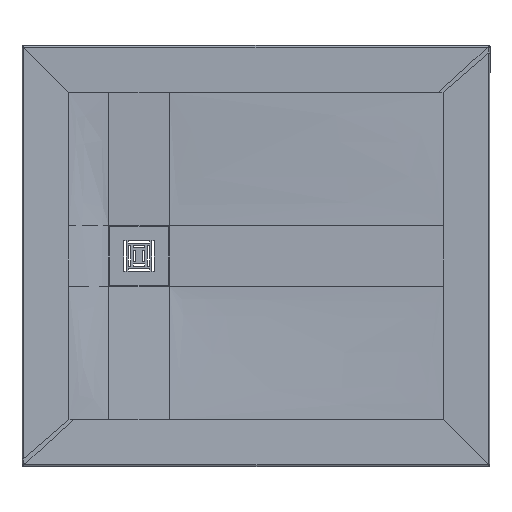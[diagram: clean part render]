
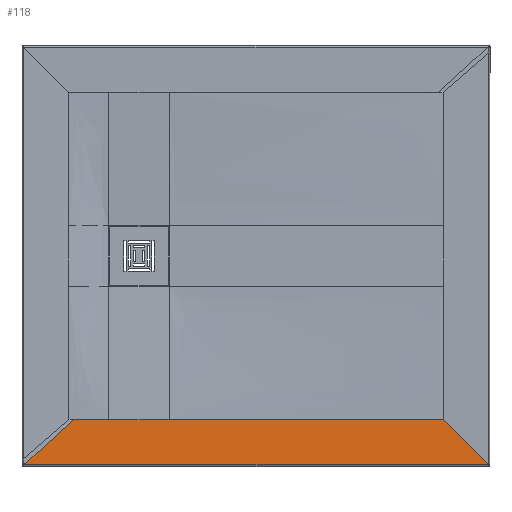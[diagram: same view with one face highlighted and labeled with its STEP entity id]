
A CAD part, top view. The second image highlights one B-rep face of the part: STEP entity #118.
In plain terms, the highlighted planar face has unit normal (0, 0.025, 1).
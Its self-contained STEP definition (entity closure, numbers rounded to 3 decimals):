
#118=ADVANCED_FACE('',(#238),#1988,.T.);
#238=FACE_OUTER_BOUND('',#358,.T.);
#358=EDGE_LOOP('',(#737,#738,#739,#740,#741,#742,#743,#744));
#737=ORIENTED_EDGE('',*,*,#1229,.T.);
#738=ORIENTED_EDGE('',*,*,#1227,.T.);
#739=ORIENTED_EDGE('',*,*,#1182,.T.);
#740=ORIENTED_EDGE('',*,*,#1183,.T.);
#741=ORIENTED_EDGE('',*,*,#1189,.T.);
#742=ORIENTED_EDGE('',*,*,#1172,.T.);
#743=ORIENTED_EDGE('',*,*,#1230,.F.);
#744=ORIENTED_EDGE('',*,*,#1231,.T.);
#1172=EDGE_CURVE('',#1788,#1787,#1511,.T.);
#1182=EDGE_CURVE('',#1792,#1793,#1520,.T.);
#1183=EDGE_CURVE('',#1793,#1796,#1521,.T.);
#1189=EDGE_CURVE('',#1796,#1788,#1527,.T.);
#1227=EDGE_CURVE('',#1819,#1792,#1562,.T.);
#1229=EDGE_CURVE('',#1790,#1819,#1564,.T.);
#1230=EDGE_CURVE('',#1820,#1787,#1565,.T.);
#1231=EDGE_CURVE('',#1820,#1790,#1566,.T.);
#1511=B_SPLINE_CURVE_WITH_KNOTS('',3,(#6878,#6879,#6880,#6881),
 .UNSPECIFIED.,.F.,.F.,(4,4),(11.517,11.957),.UNSPECIFIED.);
#1520=B_SPLINE_CURVE_WITH_KNOTS('',1,(#6960,#6961),.UNSPECIFIED.,.F.,.F.,
(2,2),(-232.547,-85.539),.UNSPECIFIED.);
#1521=B_SPLINE_CURVE_WITH_KNOTS('',5,(#6962,#6963,#6964,#6965,#6966,#6967),
 .UNSPECIFIED.,.F.,.F.,(6,6),(-85.539,0.),.UNSPECIFIED.);
#1527=B_SPLINE_CURVE_WITH_KNOTS('',5,(#7020,#7021,#7022,#7023,#7024,#7025),
 .UNSPECIFIED.,.F.,.F.,(6,6),(-123.375,-3.215),
 .UNSPECIFIED.);
#1562=B_SPLINE_CURVE_WITH_KNOTS('',5,(#7274,#7275,#7276,#7277,#7278,#7279),
 .UNSPECIFIED.,.F.,.F.,(6,6),(-899.781,-232.547),
 .UNSPECIFIED.);
#1564=B_SPLINE_CURVE_WITH_KNOTS('',5,(#7286,#7287,#7288,#7289,#7290,#7291),
 .UNSPECIFIED.,.F.,.F.,(6,6),(3.317,123.375),
 .UNSPECIFIED.);
#1565=B_SPLINE_CURVE_WITH_KNOTS('',1,(#7292,#7293),.UNSPECIFIED.,.F.,.F.,
(2,2),(-992.084,0.),.UNSPECIFIED.);
#1566=B_SPLINE_CURVE_WITH_KNOTS('',5,(#7294,#7295,#7296,#7297,#7298,#7299,
#7300,#7301,#7302),.UNSPECIFIED.,.F.,.F.,(6,3,6),(7.171,7.449,
9.203),.UNSPECIFIED.);
#1787=VERTEX_POINT('',#6325);
#1788=VERTEX_POINT('',#6326);
#1790=VERTEX_POINT('',#6328);
#1792=VERTEX_POINT('',#6330);
#1793=VERTEX_POINT('',#6331);
#1796=VERTEX_POINT('',#6334);
#1819=VERTEX_POINT('',#6357);
#1820=VERTEX_POINT('',#6358);
#1988=PLANE('',#2064);
#2064=AXIS2_PLACEMENT_3D('',#6118,#2124,$);
#2124=DIRECTION('',(0.,0.025,1.));
#6118=CARTESIAN_POINT('',(-498.95,-449.065,15.039));
#6325=CARTESIAN_POINT('',(-496.042,-446.491,14.974));
#6326=CARTESIAN_POINT('',(-496.1,-446.487,14.973));
#6328=CARTESIAN_POINT('',(496.29,-446.405,14.971));
#6330=CARTESIAN_POINT('',(-185.5,-350.115,12.539));
#6331=CARTESIAN_POINT('',(-314.5,-350.115,12.539));
#6334=CARTESIAN_POINT('',(-389.561,-350.115,12.539));
#6357=CARTESIAN_POINT('',(400.,-350.115,12.539));
#6358=CARTESIAN_POINT('',(496.042,-446.491,14.974));
#6878=CARTESIAN_POINT('',(-496.1,-446.487,14.973));
#6879=CARTESIAN_POINT('',(-496.081,-446.489,14.973));
#6880=CARTESIAN_POINT('',(-496.061,-446.491,14.974));
#6881=CARTESIAN_POINT('',(-496.042,-446.491,14.974));
#6960=CARTESIAN_POINT('',(-185.5,-350.115,12.539));
#6961=CARTESIAN_POINT('',(-314.5,-350.115,12.539));
#6962=CARTESIAN_POINT('',(-314.5,-350.115,12.539));
#6963=CARTESIAN_POINT('',(-329.512,-350.115,12.539));
#6964=CARTESIAN_POINT('',(-344.524,-350.115,12.539));
#6965=CARTESIAN_POINT('',(-359.537,-350.115,12.539));
#6966=CARTESIAN_POINT('',(-374.549,-350.115,12.539));
#6967=CARTESIAN_POINT('',(-389.561,-350.115,12.539));
#7020=CARTESIAN_POINT('',(-389.561,-350.115,12.539));
#7021=CARTESIAN_POINT('',(-410.869,-369.389,13.026));
#7022=CARTESIAN_POINT('',(-432.177,-388.664,13.512));
#7023=CARTESIAN_POINT('',(-453.484,-407.938,13.999));
#7024=CARTESIAN_POINT('',(-474.792,-427.212,14.486));
#7025=CARTESIAN_POINT('',(-496.1,-446.487,14.973));
#7274=CARTESIAN_POINT('',(400.,-350.115,12.539));
#7275=CARTESIAN_POINT('',(282.9,-350.115,12.539));
#7276=CARTESIAN_POINT('',(165.8,-350.115,12.539));
#7277=CARTESIAN_POINT('',(48.7,-350.115,12.539));
#7278=CARTESIAN_POINT('',(-68.4,-350.115,12.539));
#7279=CARTESIAN_POINT('',(-185.5,-350.115,12.539));
#7286=CARTESIAN_POINT('',(496.29,-446.405,14.971));
#7287=CARTESIAN_POINT('',(477.032,-427.147,14.485));
#7288=CARTESIAN_POINT('',(457.774,-407.889,13.998));
#7289=CARTESIAN_POINT('',(438.516,-388.631,13.512));
#7290=CARTESIAN_POINT('',(419.258,-369.373,13.025));
#7291=CARTESIAN_POINT('',(400.,-350.115,12.539));
#7292=CARTESIAN_POINT('',(496.042,-446.491,14.974));
#7293=CARTESIAN_POINT('',(-496.042,-446.491,14.974));
#7294=CARTESIAN_POINT('',(496.042,-446.491,14.974));
#7295=CARTESIAN_POINT('',(496.049,-446.491,14.974));
#7296=CARTESIAN_POINT('',(496.057,-446.491,14.974));
#7297=CARTESIAN_POINT('',(496.064,-446.49,14.974));
#7298=CARTESIAN_POINT('',(496.118,-446.487,14.973));
#7299=CARTESIAN_POINT('',(496.17,-446.474,14.973));
#7300=CARTESIAN_POINT('',(496.214,-446.457,14.973));
#7301=CARTESIAN_POINT('',(496.254,-446.433,14.972));
#7302=CARTESIAN_POINT('',(496.29,-446.405,14.971));
